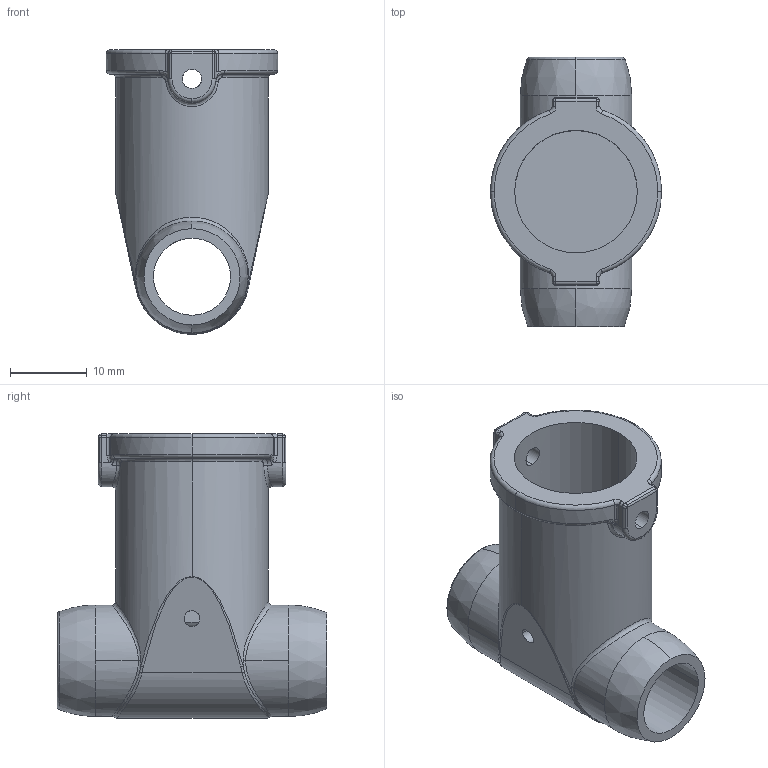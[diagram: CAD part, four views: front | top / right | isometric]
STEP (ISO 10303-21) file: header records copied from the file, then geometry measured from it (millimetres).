
FILE_DESCRIPTION (( 'STEP AP203' ), '1' );
FILE_NAME ('landing-gear-connector.STEP', '2022-07-07T03:45:28', ( '' ), ( '' ), 'SwSTEP 2.0', 'SolidWorks 2020', '' );
FILE_SCHEMA (( 'CONFIG_CONTROL_DESIGN' ));
Length unit declared in the file: millimetre
Products named in the file (1): landing-gear-connector
Bounding box: 22.34 x 35.21 x 37.08 mm (x, y, z)
Volume: 6815.1 mm3; surface area: 5701.6 mm2
Topology: 1 solids, 1 shells, 136 faces, 329 edges, 192 vertices
Faces by surface type: cylinder 55, bspline 34, torus 24, plane 15, sphere 8
Entity records: 5526 total; most frequent: CARTESIAN_POINT 2533, ORIENTED_EDGE 650, DIRECTION 555, EDGE_CURVE 325, AXIS2_PLACEMENT_3D 240, VERTEX_POINT 192, EDGE_LOOP 145, CIRCLE 137
